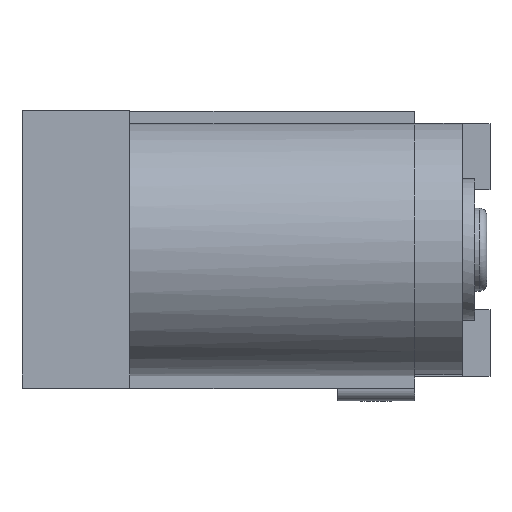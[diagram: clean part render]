
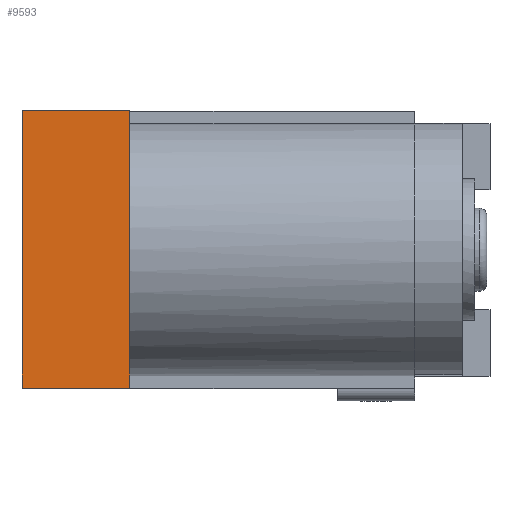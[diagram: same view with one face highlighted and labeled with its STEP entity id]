
A CAD part, top view. The second image highlights one B-rep face of the part: STEP entity #9593.
In plain terms, the highlighted planar face has unit normal (0, 0, 1).
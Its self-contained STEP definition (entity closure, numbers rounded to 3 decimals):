
#5327 = PLANE('',#5328);
#5328 = AXIS2_PLACEMENT_3D('',#5329,#5330,#5331);
#5329 = CARTESIAN_POINT('',(4.35,4.45,0.1));
#5330 = DIRECTION('',(0.,1.,0.));
#5331 = DIRECTION('',(-1.,0.,0.));
#6132 = PLANE('',#6133);
#6133 = AXIS2_PLACEMENT_3D('',#6134,#6135,#6136);
#6134 = CARTESIAN_POINT('',(4.35,-4.55,0.1));
#6135 = DIRECTION('',(0.,-1.,0.));
#6136 = DIRECTION('',(1.,0.,0.));
#6158 = PLANE('',#6159);
#6159 = AXIS2_PLACEMENT_3D('',#6160,#6161,#6162);
#6160 = CARTESIAN_POINT('',(-8.4,-4.55,11.1));
#6161 = DIRECTION('',(-1.,0.,0.));
#6162 = DIRECTION('',(0.,-1.,0.));
#6713 = VERTEX_POINT('',#6714);
#6714 = CARTESIAN_POINT('',(-8.4,4.45,11.1));
#6735 = EDGE_CURVE('',#6713,#6736,#6738,.T.);
#6736 = VERTEX_POINT('',#6737);
#6737 = CARTESIAN_POINT('',(-4.9,4.45,11.1));
#6738 = SURFACE_CURVE('',#6739,(#6743,#6750),.PCURVE_S1.);
#6739 = LINE('',#6740,#6741);
#6740 = CARTESIAN_POINT('',(4.35,4.45,11.1));
#6741 = VECTOR('',#6742,1.);
#6742 = DIRECTION('',(1.,0.,0.));
#6743 = PCURVE('',#5327,#6744);
#6744 = DEFINITIONAL_REPRESENTATION('',(#6745),#6749);
#6745 = LINE('',#6746,#6747);
#6746 = CARTESIAN_POINT('',(0.,11.));
#6747 = VECTOR('',#6748,1.);
#6748 = DIRECTION('',(-1.,0.));
#6749 = ( GEOMETRIC_REPRESENTATION_CONTEXT(2) 
PARAMETRIC_REPRESENTATION_CONTEXT() REPRESENTATION_CONTEXT('2D SPACE',''
  ) );
#6750 = PCURVE('',#6751,#6756);
#6751 = PLANE('',#6752);
#6752 = AXIS2_PLACEMENT_3D('',#6753,#6754,#6755);
#6753 = CARTESIAN_POINT('',(4.35,4.45,11.1));
#6754 = DIRECTION('',(0.,0.,1.));
#6755 = DIRECTION('',(-1.,0.,0.));
#6756 = DEFINITIONAL_REPRESENTATION('',(#6757),#6761);
#6757 = LINE('',#6758,#6759);
#6758 = CARTESIAN_POINT('',(0.,0.));
#6759 = VECTOR('',#6760,1.);
#6760 = DIRECTION('',(-1.,0.));
#6761 = ( GEOMETRIC_REPRESENTATION_CONTEXT(2) 
PARAMETRIC_REPRESENTATION_CONTEXT() REPRESENTATION_CONTEXT('2D SPACE',''
  ) );
#6779 = PLANE('',#6780);
#6780 = AXIS2_PLACEMENT_3D('',#6781,#6782,#6783);
#6781 = CARTESIAN_POINT('',(-4.9,-4.55,11.1));
#6782 = DIRECTION('',(-1.,0.,0.));
#6783 = DIRECTION('',(0.,-1.,0.));
#7287 = VERTEX_POINT('',#7288);
#7288 = CARTESIAN_POINT('',(-8.4,-4.55,11.1));
#7309 = EDGE_CURVE('',#6713,#7287,#7310,.T.);
#7310 = SURFACE_CURVE('',#7311,(#7315,#7322),.PCURVE_S1.);
#7311 = LINE('',#7312,#7313);
#7312 = CARTESIAN_POINT('',(-8.4,4.45,11.1));
#7313 = VECTOR('',#7314,1.);
#7314 = DIRECTION('',(0.,-1.,0.));
#7315 = PCURVE('',#6158,#7316);
#7316 = DEFINITIONAL_REPRESENTATION('',(#7317),#7321);
#7317 = LINE('',#7318,#7319);
#7318 = CARTESIAN_POINT('',(-9.,0.));
#7319 = VECTOR('',#7320,1.);
#7320 = DIRECTION('',(1.,0.));
#7321 = ( GEOMETRIC_REPRESENTATION_CONTEXT(2) 
PARAMETRIC_REPRESENTATION_CONTEXT() REPRESENTATION_CONTEXT('2D SPACE',''
  ) );
#7322 = PCURVE('',#6751,#7323);
#7323 = DEFINITIONAL_REPRESENTATION('',(#7324),#7328);
#7324 = LINE('',#7325,#7326);
#7325 = CARTESIAN_POINT('',(12.75,0.));
#7326 = VECTOR('',#7327,1.);
#7327 = DIRECTION('',(0.,1.));
#7328 = ( GEOMETRIC_REPRESENTATION_CONTEXT(2) 
PARAMETRIC_REPRESENTATION_CONTEXT() REPRESENTATION_CONTEXT('2D SPACE',''
  ) );
#7873 = VERTEX_POINT('',#7874);
#7874 = CARTESIAN_POINT('',(-4.9,-4.55,11.1));
#7895 = EDGE_CURVE('',#7873,#7287,#7896,.T.);
#7896 = SURFACE_CURVE('',#7897,(#7901,#7908),.PCURVE_S1.);
#7897 = LINE('',#7898,#7899);
#7898 = CARTESIAN_POINT('',(4.35,-4.55,11.1));
#7899 = VECTOR('',#7900,1.);
#7900 = DIRECTION('',(-1.,0.,0.));
#7901 = PCURVE('',#6132,#7902);
#7902 = DEFINITIONAL_REPRESENTATION('',(#7903),#7907);
#7903 = LINE('',#7904,#7905);
#7904 = CARTESIAN_POINT('',(0.,11.));
#7905 = VECTOR('',#7906,1.);
#7906 = DIRECTION('',(-1.,0.));
#7907 = ( GEOMETRIC_REPRESENTATION_CONTEXT(2) 
PARAMETRIC_REPRESENTATION_CONTEXT() REPRESENTATION_CONTEXT('2D SPACE',''
  ) );
#7908 = PCURVE('',#6751,#7909);
#7909 = DEFINITIONAL_REPRESENTATION('',(#7910),#7914);
#7910 = LINE('',#7911,#7912);
#7911 = CARTESIAN_POINT('',(0.,9.));
#7912 = VECTOR('',#7913,1.);
#7913 = DIRECTION('',(1.,-0.));
#7914 = ( GEOMETRIC_REPRESENTATION_CONTEXT(2) 
PARAMETRIC_REPRESENTATION_CONTEXT() REPRESENTATION_CONTEXT('2D SPACE',''
  ) );
#9593 = ADVANCED_FACE('',(#9594),#6751,.T.);
#9594 = FACE_BOUND('',#9595,.T.);
#9595 = EDGE_LOOP('',(#9596,#9597,#9598,#9619));
#9596 = ORIENTED_EDGE('',*,*,#7309,.T.);
#9597 = ORIENTED_EDGE('',*,*,#7895,.F.);
#9598 = ORIENTED_EDGE('',*,*,#9599,.T.);
#9599 = EDGE_CURVE('',#7873,#6736,#9600,.T.);
#9600 = SURFACE_CURVE('',#9601,(#9605,#9612),.PCURVE_S1.);
#9601 = LINE('',#9602,#9603);
#9602 = CARTESIAN_POINT('',(-4.9,-4.55,11.1));
#9603 = VECTOR('',#9604,1.);
#9604 = DIRECTION('',(0.,1.,0.));
#9605 = PCURVE('',#6751,#9606);
#9606 = DEFINITIONAL_REPRESENTATION('',(#9607),#9611);
#9607 = LINE('',#9608,#9609);
#9608 = CARTESIAN_POINT('',(9.25,9.));
#9609 = VECTOR('',#9610,1.);
#9610 = DIRECTION('',(0.,-1.));
#9611 = ( GEOMETRIC_REPRESENTATION_CONTEXT(2) 
PARAMETRIC_REPRESENTATION_CONTEXT() REPRESENTATION_CONTEXT('2D SPACE',''
  ) );
#9612 = PCURVE('',#6779,#9613);
#9613 = DEFINITIONAL_REPRESENTATION('',(#9614),#9618);
#9614 = LINE('',#9615,#9616);
#9615 = CARTESIAN_POINT('',(0.,0.));
#9616 = VECTOR('',#9617,1.);
#9617 = DIRECTION('',(-1.,0.));
#9618 = ( GEOMETRIC_REPRESENTATION_CONTEXT(2) 
PARAMETRIC_REPRESENTATION_CONTEXT() REPRESENTATION_CONTEXT('2D SPACE',''
  ) );
#9619 = ORIENTED_EDGE('',*,*,#6735,.F.);
